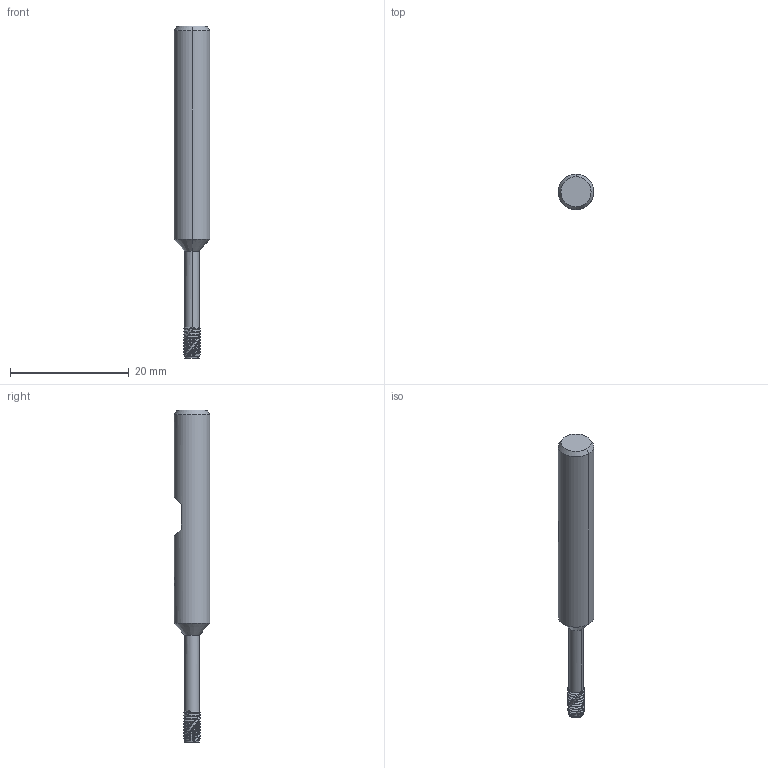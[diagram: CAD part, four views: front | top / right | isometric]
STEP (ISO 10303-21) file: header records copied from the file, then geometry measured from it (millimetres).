
FILE_DESCRIPTION(('no description'),'unknown implementation level');
FILE_NAME('solidUIOyE1gU__ZghNVbO6COXvOwa10_1.STP',' ',('CIM GmbH Aachen'),('CADClick - KiM GmbH - www.kimweb.de'),'unknown preprocess','ACIS','unknown authorization');
FILE_SCHEMA(('automotive_design'));
Length unit declared in the file: millimetre
Products named in the file (2): 1; 2
Bounding box: 6 x 6 x 56 mm (x, y, z)
Volume: 1108.7 mm3; surface area: 979.2 mm2
Topology: 2 solids, 2 shells, 240 faces, 669 edges, 431 vertices
Faces by surface type: cone 120, cylinder 99, plane 12, bspline 6, revolution 3
Entity records: 18641 total; most frequent: CARTESIAN_POINT 5404, STYLED_ITEM 1340, PRESENTATION_STYLE_ASSIGNMENT 1340, COLOUR_RGB 1340, ORIENTED_EDGE 1334, DIRECTION 1104, EDGE_CURVE 667, CURVE_STYLE 667
